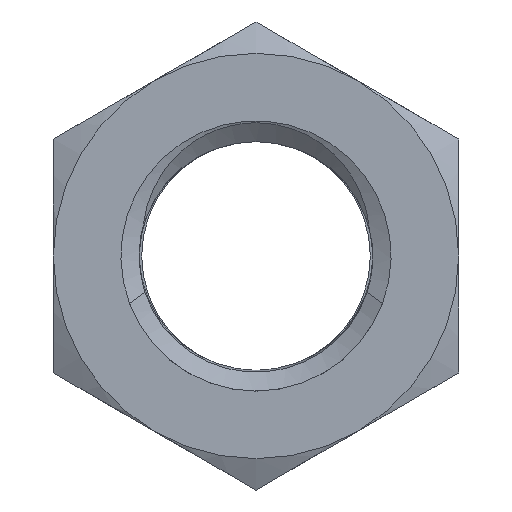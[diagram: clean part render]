
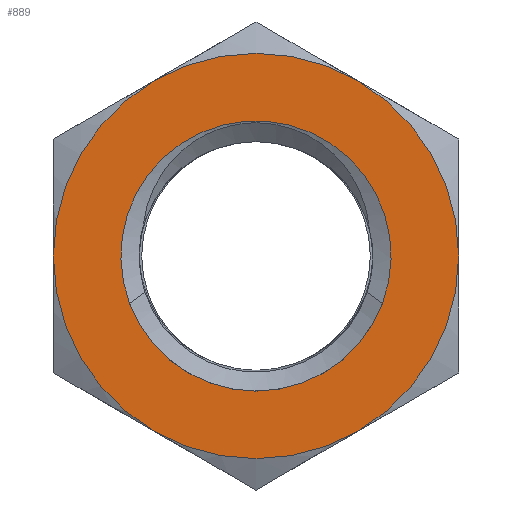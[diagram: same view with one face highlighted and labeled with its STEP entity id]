
A CAD part, front view. The second image highlights one B-rep face of the part: STEP entity #889.
In plain terms, the highlighted planar face has unit normal (0, -1, 0).
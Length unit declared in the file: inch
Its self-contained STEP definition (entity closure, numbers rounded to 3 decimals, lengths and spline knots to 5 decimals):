
#32=PLANE('',#999);
#184=FACE_BOUND('',#319,.T.);
#226=FACE_OUTER_BOUND('',#318,.T.);
#318=EDGE_LOOP('',(#707,#708,#709,#710,#711,#712));
#319=EDGE_LOOP('',(#713,#714));
#367=CIRCLE('',#938,0.28125);
#368=CIRCLE('',#940,0.1875);
#391=CIRCLE('',#1000,0.28125);
#392=CIRCLE('',#1001,0.28125);
#393=CIRCLE('',#1002,0.28125);
#394=CIRCLE('',#1003,0.28125);
#395=CIRCLE('',#1004,0.28125);
#396=CIRCLE('',#1005,0.1875);
#418=VERTEX_POINT('',#1344);
#419=VERTEX_POINT('',#1345);
#421=VERTEX_POINT('',#1355);
#422=VERTEX_POINT('',#1356);
#466=VERTEX_POINT('',#1923);
#467=VERTEX_POINT('',#1925);
#468=VERTEX_POINT('',#1927);
#469=VERTEX_POINT('',#1929);
#502=EDGE_CURVE('',#418,#419,#367,.T.);
#506=EDGE_CURVE('',#421,#422,#368,.T.);
#557=EDGE_CURVE('',#419,#466,#391,.T.);
#558=EDGE_CURVE('',#466,#467,#392,.T.);
#559=EDGE_CURVE('',#467,#468,#393,.T.);
#560=EDGE_CURVE('',#468,#469,#394,.T.);
#561=EDGE_CURVE('',#469,#418,#395,.T.);
#562=EDGE_CURVE('',#422,#421,#396,.T.);
#707=ORIENTED_EDGE('',*,*,#502,.T.);
#708=ORIENTED_EDGE('',*,*,#557,.T.);
#709=ORIENTED_EDGE('',*,*,#558,.T.);
#710=ORIENTED_EDGE('',*,*,#559,.T.);
#711=ORIENTED_EDGE('',*,*,#560,.T.);
#712=ORIENTED_EDGE('',*,*,#561,.T.);
#713=ORIENTED_EDGE('',*,*,#562,.F.);
#714=ORIENTED_EDGE('',*,*,#506,.F.);
#889=ADVANCED_FACE('',(#226,#184),#32,.F.);
#938=AXIS2_PLACEMENT_3D('',#1346,#1080,#1081);
#940=AXIS2_PLACEMENT_3D('',#1376,#1084,#1085);
#999=AXIS2_PLACEMENT_3D('',#1922,#1202,#1203);
#1000=AXIS2_PLACEMENT_3D('',#1924,#1204,#1205);
#1001=AXIS2_PLACEMENT_3D('',#1926,#1206,#1207);
#1002=AXIS2_PLACEMENT_3D('',#1928,#1208,#1209);
#1003=AXIS2_PLACEMENT_3D('',#1930,#1210,#1211);
#1004=AXIS2_PLACEMENT_3D('',#1931,#1212,#1213);
#1005=AXIS2_PLACEMENT_3D('',#1932,#1214,#1215);
#1080=DIRECTION('center_axis',(0.,-1.,0.));
#1081=DIRECTION('ref_axis',(0.,0.,-1.));
#1084=DIRECTION('center_axis',(0.,-1.,0.));
#1085=DIRECTION('ref_axis',(0.,0.,-1.));
#1202=DIRECTION('center_axis',(0.,1.,0.));
#1203=DIRECTION('ref_axis',(0.,0.,1.));
#1204=DIRECTION('center_axis',(0.,-1.,0.));
#1205=DIRECTION('ref_axis',(0.,0.,-1.));
#1206=DIRECTION('center_axis',(0.,-1.,0.));
#1207=DIRECTION('ref_axis',(0.,0.,-1.));
#1208=DIRECTION('center_axis',(0.,-1.,0.));
#1209=DIRECTION('ref_axis',(0.,0.,-1.));
#1210=DIRECTION('center_axis',(0.,-1.,0.));
#1211=DIRECTION('ref_axis',(0.,0.,-1.));
#1212=DIRECTION('center_axis',(0.,-1.,0.));
#1213=DIRECTION('ref_axis',(0.,0.,-1.));
#1214=DIRECTION('center_axis',(0.,-1.,0.));
#1215=DIRECTION('ref_axis',(0.,0.,-1.));
#1344=CARTESIAN_POINT('',(0.14063,0.,0.24357));
#1345=CARTESIAN_POINT('',(-0.14063,0.,0.24357));
#1346=CARTESIAN_POINT('Origin',(0.,0.,0.));
#1355=CARTESIAN_POINT('',(-0.17552,0.,-0.06594));
#1356=CARTESIAN_POINT('',(0.17552,0.,-0.06594));
#1376=CARTESIAN_POINT('Origin',(0.,0.,0.));
#1922=CARTESIAN_POINT('Origin',(-0.28125,0.,-0.48714));
#1923=CARTESIAN_POINT('',(-0.28125,0.,0.));
#1924=CARTESIAN_POINT('Origin',(0.,0.,0.));
#1925=CARTESIAN_POINT('',(-0.14063,0.,-0.24357));
#1926=CARTESIAN_POINT('Origin',(0.,0.,0.));
#1927=CARTESIAN_POINT('',(0.14063,0.,-0.24357));
#1928=CARTESIAN_POINT('Origin',(0.,0.,0.));
#1929=CARTESIAN_POINT('',(0.28125,0.,0.));
#1930=CARTESIAN_POINT('Origin',(0.,0.,0.));
#1931=CARTESIAN_POINT('Origin',(0.,0.,0.));
#1932=CARTESIAN_POINT('Origin',(0.,0.,0.));
